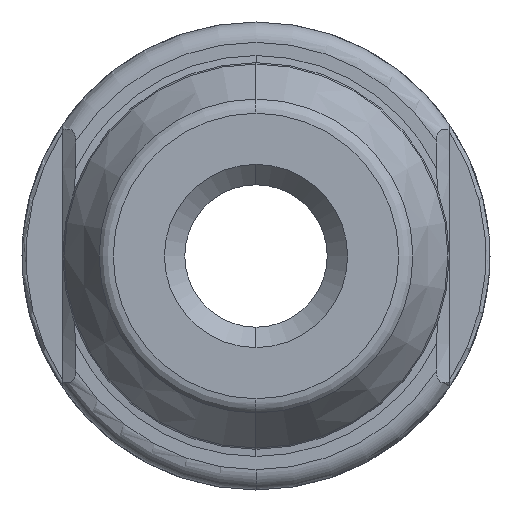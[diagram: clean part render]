
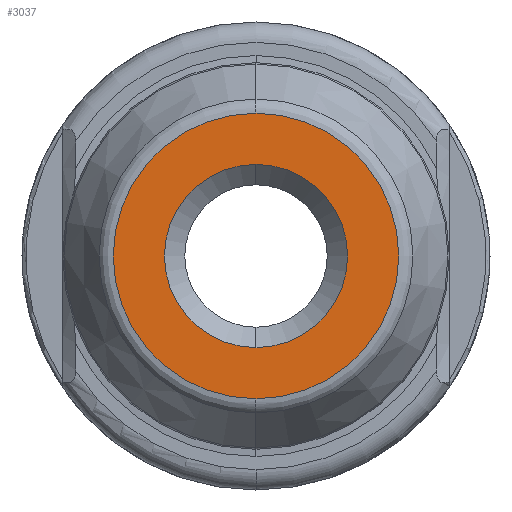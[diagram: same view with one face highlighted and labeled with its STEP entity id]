
A CAD part, left-side view. The second image highlights one B-rep face of the part: STEP entity #3037.
In plain terms, the highlighted planar face has unit normal (-1, 0, 0).
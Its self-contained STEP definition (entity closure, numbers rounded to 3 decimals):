
#24 = CARTESIAN_POINT ( 'NONE',  ( 0., 0., 0. ) ) ;
#328 = DIRECTION ( 'NONE',  ( -1., 0., 0. ) ) ;
#353 = CIRCLE ( 'NONE', #2004, 4.5 ) ;
#372 = EDGE_LOOP ( 'NONE', ( #5467, #2990 ) ) ;
#523 = EDGE_CURVE ( 'NONE', #4285, #3359, #353, .T. ) ;
#549 = DIRECTION ( 'NONE',  ( -1., 0., 0. ) ) ;
#624 = EDGE_LOOP ( 'NONE', ( #3025, #4086 ) ) ;
#665 = CARTESIAN_POINT ( 'NONE',  ( 0., 0., 7.017 ) ) ;
#775 = EDGE_CURVE ( 'NONE', #2915, #3987, #824, .T. ) ;
#824 = CIRCLE ( 'NONE', #5228, 7.017 ) ;
#1166 = FACE_BOUND ( 'NONE', #372, .T. ) ;
#1201 = DIRECTION ( 'NONE',  ( 1., 0., 0. ) ) ;
#1345 = AXIS2_PLACEMENT_3D ( 'NONE', #1693, #4752, #2123 ) ;
#1693 = CARTESIAN_POINT ( 'NONE',  ( 0., 0., 0. ) ) ;
#1915 = CIRCLE ( 'NONE', #2381, 7.017 ) ;
#2004 = AXIS2_PLACEMENT_3D ( 'NONE', #24, #2632, #5269 ) ;
#2123 = DIRECTION ( 'NONE',  ( 0., 0., -1. ) ) ;
#2381 = AXIS2_PLACEMENT_3D ( 'NONE', #2942, #328, #3389 ) ;
#2414 = AXIS2_PLACEMENT_3D ( 'NONE', #4689, #1201, #4267 ) ;
#2577 = CARTESIAN_POINT ( 'NONE',  ( 0., 0., 4.5 ) ) ;
#2632 = DIRECTION ( 'NONE',  ( 1., 0., 0. ) ) ;
#2639 = EDGE_CURVE ( 'NONE', #3359, #4285, #3140, .T. ) ;
#2915 = VERTEX_POINT ( 'NONE', #5040 ) ;
#2942 = CARTESIAN_POINT ( 'NONE',  ( 0., 0., 0. ) ) ;
#2990 = ORIENTED_EDGE ( 'NONE', *, *, #2639, .T. ) ;
#3025 = ORIENTED_EDGE ( 'NONE', *, *, #775, .T. ) ;
#3037 = ADVANCED_FACE ( 'NONE', ( #1166, #4658 ), #3822, .F. ) ;
#3140 = CIRCLE ( 'NONE', #1345, 4.5 ) ;
#3178 = CARTESIAN_POINT ( 'NONE',  ( 0., 0., 0. ) ) ;
#3359 = VERTEX_POINT ( 'NONE', #4654 ) ;
#3389 = DIRECTION ( 'NONE',  ( 0., 0., -1. ) ) ;
#3622 = DIRECTION ( 'NONE',  ( 0., 0., -1. ) ) ;
#3822 = PLANE ( 'NONE',  #2414 ) ;
#3987 = VERTEX_POINT ( 'NONE', #665 ) ;
#4086 = ORIENTED_EDGE ( 'NONE', *, *, #4133, .T. ) ;
#4133 = EDGE_CURVE ( 'NONE', #3987, #2915, #1915, .T. ) ;
#4267 = DIRECTION ( 'NONE',  ( 0., 0., -1. ) ) ;
#4285 = VERTEX_POINT ( 'NONE', #2577 ) ;
#4654 = CARTESIAN_POINT ( 'NONE',  ( 0., 0., -4.5 ) ) ;
#4658 = FACE_OUTER_BOUND ( 'NONE', #624, .T. ) ;
#4689 = CARTESIAN_POINT ( 'NONE',  ( 0., 0., -7.479 ) ) ;
#4752 = DIRECTION ( 'NONE',  ( 1., 0., 0. ) ) ;
#5040 = CARTESIAN_POINT ( 'NONE',  ( 0., 0., -7.017 ) ) ;
#5228 = AXIS2_PLACEMENT_3D ( 'NONE', #3178, #549, #3622 ) ;
#5269 = DIRECTION ( 'NONE',  ( 0., 0., -1. ) ) ;
#5467 = ORIENTED_EDGE ( 'NONE', *, *, #523, .T. ) ;
